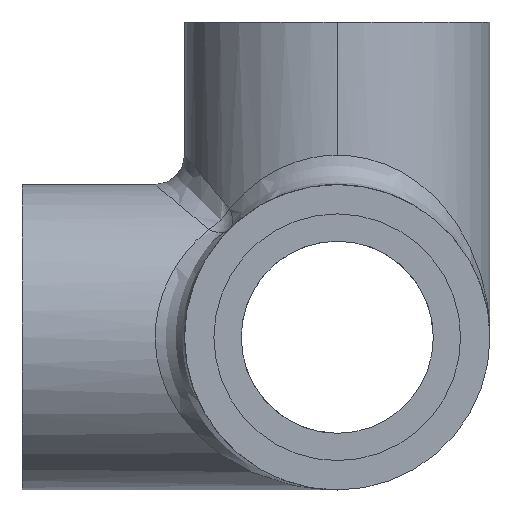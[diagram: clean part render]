
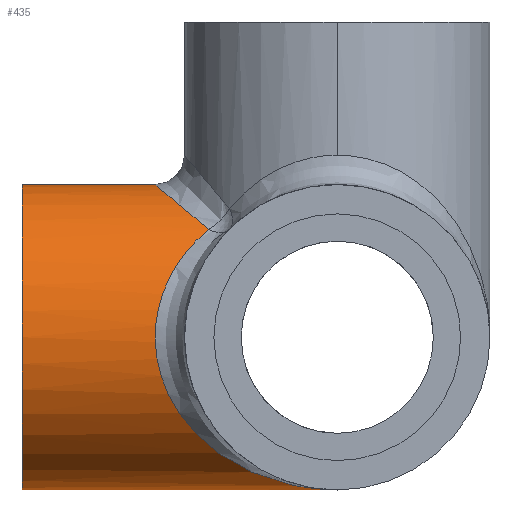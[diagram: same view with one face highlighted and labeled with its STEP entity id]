
A CAD part, front view. The second image highlights one B-rep face of the part: STEP entity #435.
In plain terms, the highlighted cylindrical face has radius 16.637 mm (diameter 33.274 mm), a partial arc.
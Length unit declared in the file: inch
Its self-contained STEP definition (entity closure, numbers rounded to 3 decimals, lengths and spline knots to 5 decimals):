
#2 = CARTESIAN_POINT ( 'NONE',  ( -0.781, 0., 0.655 ) ) ;
#52 = CARTESIAN_POINT ( 'NONE',  ( -0.781, -0.17604, 0.655 ) ) ;
#122 = CARTESIAN_POINT ( 'NONE',  ( -1.352, 0., -0.655 ) ) ;
#158 = AXIS2_PLACEMENT_3D ( 'NONE', #1186, #1187, #1189 ) ;
#162 = VERTEX_POINT ( 'NONE', #122 ) ;
#370 = DIRECTION ( 'NONE',  ( -1., 0., 0. ) ) ;
#435 = ADVANCED_FACE ( 'NONE', ( #711 ), #710, .T. ) ;
#489 =( BOUNDED_CURVE ( )  B_SPLINE_CURVE ( 3, ( #1210, #1330, #52, #2 ),
 .UNSPECIFIED., .F., .T. ) 
 B_SPLINE_CURVE_WITH_KNOTS ( ( 4, 4 ),
 ( 5.49779, 6.28319 ),
 .UNSPECIFIED. ) 
 CURVE ( )  GEOMETRIC_REPRESENTATION_ITEM ( )  RATIONAL_B_SPLINE_CURVE ( ( 1., 0.949, 0.949, 1. ) ) 
 REPRESENTATION_ITEM ( '' )  );
#538 = AXIS2_PLACEMENT_3D ( 'NONE', #709, #707, #698 ) ;
#574 = EDGE_CURVE ( 'NONE', #1387, #1661, #624, .T. ) ;
#606 = CARTESIAN_POINT ( 'NONE',  ( -1.352, 0., -0.655 ) ) ;
#619 = DIRECTION ( 'NONE',  ( -1., 0., 0. ) ) ;
#623 = CARTESIAN_POINT ( 'NONE',  ( -1.352, 0., 0.655 ) ) ;
#624 = LINE ( 'NONE', #623, #1283 ) ;
#655 = CARTESIAN_POINT ( 'NONE',  ( -1.352, 0., 0.655 ) ) ;
#698 = DIRECTION ( 'NONE',  ( 0., 0., 1. ) ) ;
#707 = DIRECTION ( 'NONE',  ( -1., 0., 0. ) ) ;
#709 = CARTESIAN_POINT ( 'NONE',  ( -1.352, 0., 0. ) ) ;
#710 = CYLINDRICAL_SURFACE ( 'NONE', #538, 0.655 ) ;
#711 = FACE_OUTER_BOUND ( 'NONE', #1347, .T. ) ;
#774 = CARTESIAN_POINT ( 'NONE',  ( 0., 0., -0.655 ) ) ;
#902 = LINE ( 'NONE', #606, #1248 ) ;
#971 = CIRCLE ( 'NONE', #158, 0.655 ) ;
#1119 = CARTESIAN_POINT ( 'NONE',  ( -0.781, 0., 0.655 ) ) ;
#1175 = CARTESIAN_POINT ( 'NONE',  ( 0., 0., -0.655 ) ) ;
#1186 = CARTESIAN_POINT ( 'NONE',  ( -1.352, 0., 0. ) ) ;
#1187 = DIRECTION ( 'NONE',  ( -1., 0., 0. ) ) ;
#1188 = EDGE_CURVE ( 'NONE', #1442, #162, #902, .T. ) ;
#1189 = DIRECTION ( 'NONE',  ( 0., 0., 1. ) ) ;
#1190 = CARTESIAN_POINT ( 'NONE',  ( -0.81745, -0.68557, -0.655 ) ) ;
#1193 = CARTESIAN_POINT ( 'NONE',  ( -1.13028, -0.94793, -0.02162 ) ) ;
#1194 = CARTESIAN_POINT ( 'NONE',  ( -0.55225, -0.46315, 0.46315 ) ) ;
#1210 = CARTESIAN_POINT ( 'NONE',  ( -0.55225, -0.46315, 0.46315 ) ) ;
#1248 = VECTOR ( 'NONE', #370, 39.37008 ) ;
#1283 = VECTOR ( 'NONE', #619, 39.37008 ) ;
#1300 = CARTESIAN_POINT ( 'NONE',  ( -0.55225, -0.46315, 0.46315 ) ) ;
#1330 = CARTESIAN_POINT ( 'NONE',  ( -0.70067, -0.33868, 0.58763 ) ) ;
#1347 = EDGE_LOOP ( 'NONE', ( #1596, #1600, #1601, #1603, #1375 ) ) ;
#1375 = ORIENTED_EDGE ( 'NONE', *, *, #1465, .F. ) ;
#1387 = VERTEX_POINT ( 'NONE', #1119 ) ;
#1394 = VERTEX_POINT ( 'NONE', #1300 ) ;
#1442 = VERTEX_POINT ( 'NONE', #1175 ) ;
#1465 = EDGE_CURVE ( 'NONE', #162, #1661, #971, .T. ) ;
#1472 = EDGE_CURVE ( 'NONE', #1442, #1394, #1582, .T. ) ;
#1582 =( BOUNDED_CURVE ( )  B_SPLINE_CURVE ( 3, ( #774, #1190, #1193, #1194 ),
 .UNSPECIFIED., .F., .T. ) 
 B_SPLINE_CURVE_WITH_KNOTS ( ( 4, 4 ),
 ( 4.71239, 7.06858 ),
 .UNSPECIFIED. ) 
 CURVE ( )  GEOMETRIC_REPRESENTATION_ITEM ( )  RATIONAL_B_SPLINE_CURVE ( ( 1., 0.588, 0.588, 1. ) ) 
 REPRESENTATION_ITEM ( '' )  );
#1596 = ORIENTED_EDGE ( 'NONE', *, *, #1188, .F. ) ;
#1600 = ORIENTED_EDGE ( 'NONE', *, *, #1472, .T. ) ;
#1601 = ORIENTED_EDGE ( 'NONE', *, *, #1657, .T. ) ;
#1603 = ORIENTED_EDGE ( 'NONE', *, *, #574, .T. ) ;
#1657 = EDGE_CURVE ( 'NONE', #1394, #1387, #489, .T. ) ;
#1661 = VERTEX_POINT ( 'NONE', #655 ) ;
